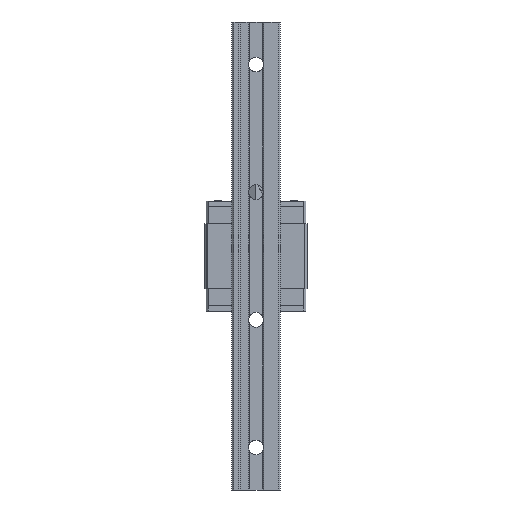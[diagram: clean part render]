
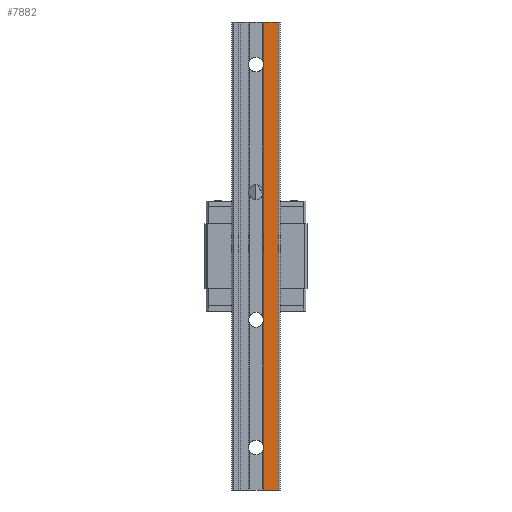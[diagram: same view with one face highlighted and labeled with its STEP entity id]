
A CAD part, front view. The second image highlights one B-rep face of the part: STEP entity #7882.
In plain terms, the highlighted planar face has unit normal (0, -1, 0).
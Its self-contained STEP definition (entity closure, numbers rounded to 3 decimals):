
#25 = DIRECTION ( 'NONE',  ( 0., -1., 0. ) ) ;
#34 = LINE ( 'NONE', #9122, #3517 ) ;
#808 = CARTESIAN_POINT ( 'NONE',  ( 10.4, -20., 0. ) ) ;
#1018 = DIRECTION ( 'NONE',  ( 1., 0., 0. ) ) ;
#1052 = CARTESIAN_POINT ( 'NONE',  ( 3.7, -20., -220. ) ) ;
#1220 = EDGE_CURVE ( 'NONE', #1483, #3851, #5176, .T. ) ;
#1222 = ORIENTED_EDGE ( 'NONE', *, *, #7504, .F. ) ;
#1483 = VERTEX_POINT ( 'NONE', #8507 ) ;
#1719 = EDGE_LOOP ( 'NONE', ( #5652, #1222, #4211, #3493 ) ) ;
#2038 = CARTESIAN_POINT ( 'NONE',  ( 3.7, -20., 0. ) ) ;
#2075 = PLANE ( 'NONE',  #6021 ) ;
#2498 = EDGE_CURVE ( 'NONE', #5251, #3712, #3077, .T. ) ;
#3014 = VECTOR ( 'NONE', #3106, 1000. ) ;
#3077 = LINE ( 'NONE', #2038, #4192 ) ;
#3106 = DIRECTION ( 'NONE',  ( 1., 0., 0. ) ) ;
#3493 = ORIENTED_EDGE ( 'NONE', *, *, #5989, .T. ) ;
#3517 = VECTOR ( 'NONE', #8085, 1000. ) ;
#3712 = VERTEX_POINT ( 'NONE', #808 ) ;
#3851 = VERTEX_POINT ( 'NONE', #8700 ) ;
#4141 = CARTESIAN_POINT ( 'NONE',  ( 3.7, -20., -220. ) ) ;
#4178 = FACE_OUTER_BOUND ( 'NONE', #1719, .T. ) ;
#4192 = VECTOR ( 'NONE', #1018, 1000. ) ;
#4211 = ORIENTED_EDGE ( 'NONE', *, *, #1220, .T. ) ;
#5176 = LINE ( 'NONE', #4141, #3014 ) ;
#5251 = VERTEX_POINT ( 'NONE', #5646 ) ;
#5646 = CARTESIAN_POINT ( 'NONE',  ( 3.7, -20., 0. ) ) ;
#5652 = ORIENTED_EDGE ( 'NONE', *, *, #2498, .F. ) ;
#5989 = EDGE_CURVE ( 'NONE', #3851, #3712, #8861, .T. ) ;
#6021 = AXIS2_PLACEMENT_3D ( 'NONE', #1052, #25, #9112 ) ;
#6780 = DIRECTION ( 'NONE',  ( 0., 0., 1. ) ) ;
#7504 = EDGE_CURVE ( 'NONE', #1483, #5251, #34, .T. ) ;
#7816 = CARTESIAN_POINT ( 'NONE',  ( 10.4, -20., -220. ) ) ;
#7882 = ADVANCED_FACE ( 'NONE', ( #4178 ), #2075, .T. ) ;
#8085 = DIRECTION ( 'NONE',  ( 0., 0., 1. ) ) ;
#8236 = VECTOR ( 'NONE', #6780, 1000. ) ;
#8507 = CARTESIAN_POINT ( 'NONE',  ( 3.7, -20., -220. ) ) ;
#8700 = CARTESIAN_POINT ( 'NONE',  ( 10.4, -20., -220. ) ) ;
#8861 = LINE ( 'NONE', #7816, #8236 ) ;
#9112 = DIRECTION ( 'NONE',  ( 0., 0., -1. ) ) ;
#9122 = CARTESIAN_POINT ( 'NONE',  ( 3.7, -20., -220. ) ) ;
